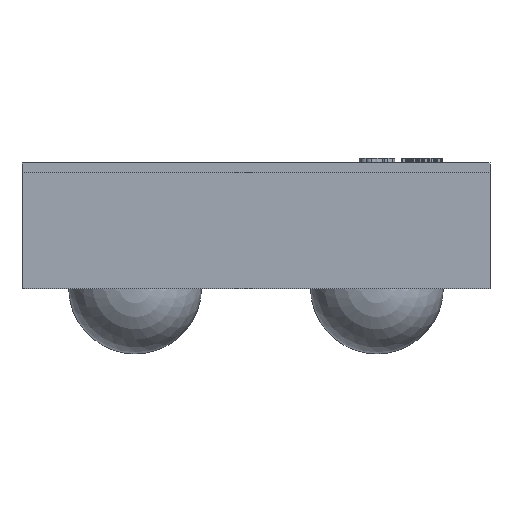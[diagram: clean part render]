
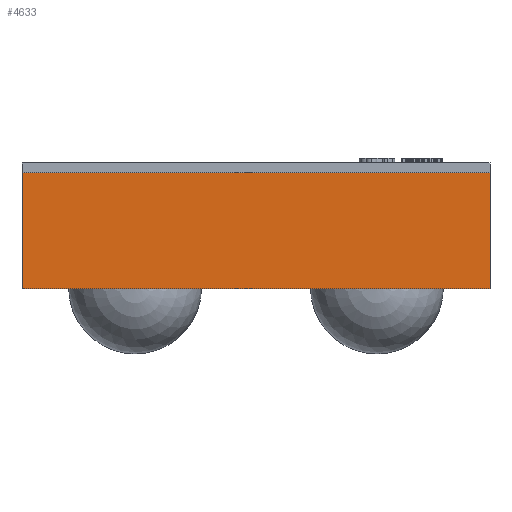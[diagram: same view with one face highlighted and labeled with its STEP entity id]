
A CAD part, front view. The second image highlights one B-rep face of the part: STEP entity #4633.
In plain terms, the highlighted planar face has unit normal (0, -1, 0).
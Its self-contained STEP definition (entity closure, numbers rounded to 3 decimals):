
#496 = LINE ( 'NONE', #2829, #13280 ) ;
#673 = DIRECTION ( 'NONE',  ( -1., 0., 0. ) ) ;
#803 = DIRECTION ( 'NONE',  ( 0., 0., 1. ) ) ;
#2829 = CARTESIAN_POINT ( 'NONE',  ( 0.484, -0.484, -0.24 ) ) ;
#3190 = DIRECTION ( 'NONE',  ( 0., 1., 0. ) ) ;
#3276 = EDGE_CURVE ( 'NONE', #6622, #4861, #9750, .T. ) ;
#3735 = ORIENTED_EDGE ( 'NONE', *, *, #3276, .F. ) ;
#4305 = EDGE_LOOP ( 'NONE', ( #10012, #3735, #10261, #5415 ) ) ;
#4560 = VERTEX_POINT ( 'NONE', #11732 ) ;
#4633 = ADVANCED_FACE ( 'NONE', ( #7624 ), #5568, .F. ) ;
#4861 = VERTEX_POINT ( 'NONE', #9404 ) ;
#4866 = LINE ( 'NONE', #5083, #7917 ) ;
#4979 = DIRECTION ( 'NONE',  ( 0., 0., 1. ) ) ;
#5083 = CARTESIAN_POINT ( 'NONE',  ( 0.484, -0.484, -0.24 ) ) ;
#5415 = ORIENTED_EDGE ( 'NONE', *, *, #8406, .T. ) ;
#5568 = PLANE ( 'NONE',  #12042 ) ;
#5575 = VERTEX_POINT ( 'NONE', #13034 ) ;
#6597 = CARTESIAN_POINT ( 'NONE',  ( -0.484, -0.484, -0.24 ) ) ;
#6611 = CARTESIAN_POINT ( 'NONE',  ( 0.484, -0.484, -0.24 ) ) ;
#6622 = VERTEX_POINT ( 'NONE', #6597 ) ;
#7370 = LINE ( 'NONE', #12788, #9815 ) ;
#7624 = FACE_OUTER_BOUND ( 'NONE', #4305, .T. ) ;
#7863 = VECTOR ( 'NONE', #10937, 1000. ) ;
#7917 = VECTOR ( 'NONE', #673, 1000. ) ;
#8406 = EDGE_CURVE ( 'NONE', #5575, #4560, #496, .T. ) ;
#9404 = CARTESIAN_POINT ( 'NONE',  ( -0.484, -0.484, 0. ) ) ;
#9662 = DIRECTION ( 'NONE',  ( -1., 0., 0. ) ) ;
#9750 = LINE ( 'NONE', #14261, #7863 ) ;
#9815 = VECTOR ( 'NONE', #9662, 1000. ) ;
#10012 = ORIENTED_EDGE ( 'NONE', *, *, #10465, .T. ) ;
#10261 = ORIENTED_EDGE ( 'NONE', *, *, #10425, .F. ) ;
#10425 = EDGE_CURVE ( 'NONE', #5575, #6622, #4866, .T. ) ;
#10465 = EDGE_CURVE ( 'NONE', #4560, #4861, #7370, .T. ) ;
#10937 = DIRECTION ( 'NONE',  ( 0., 0., 1. ) ) ;
#11732 = CARTESIAN_POINT ( 'NONE',  ( 0.484, -0.484, 0. ) ) ;
#12042 = AXIS2_PLACEMENT_3D ( 'NONE', #6611, #3190, #803 ) ;
#12788 = CARTESIAN_POINT ( 'NONE',  ( 0.484, -0.484, 0. ) ) ;
#13034 = CARTESIAN_POINT ( 'NONE',  ( 0.484, -0.484, -0.24 ) ) ;
#13280 = VECTOR ( 'NONE', #4979, 1000. ) ;
#14261 = CARTESIAN_POINT ( 'NONE',  ( -0.484, -0.484, -0.24 ) ) ;
